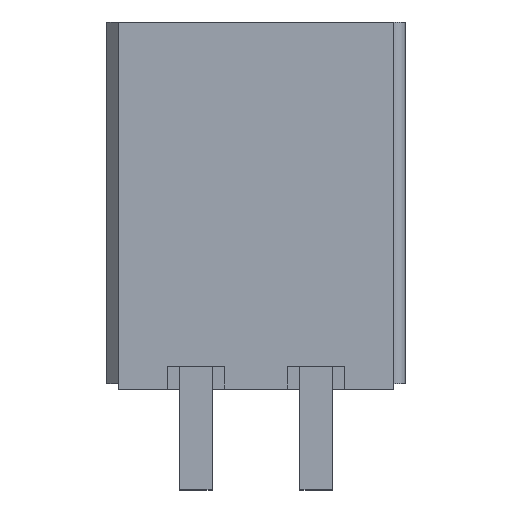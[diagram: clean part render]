
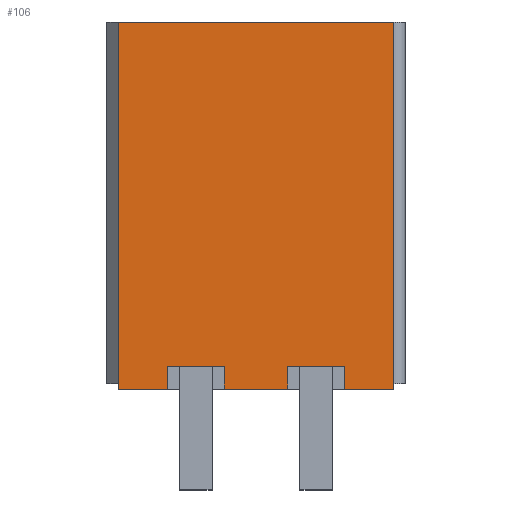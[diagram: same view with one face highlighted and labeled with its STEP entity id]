
A CAD part, top view. The second image highlights one B-rep face of the part: STEP entity #106.
In plain terms, the highlighted planar face has unit normal (0, 0, 1).
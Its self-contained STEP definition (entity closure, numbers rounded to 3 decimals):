
#106=ADVANCED_FACE('',(#298),#299,.T.);
#298=FACE_OUTER_BOUND('',#578,.T.);
#299=PLANE('',#579);
#578=EDGE_LOOP('',(#1203,#1204,#1205,#1206,#1207,#1208,#1209,#1210,#1211,#1212,#1213,#1214));
#579=AXIS2_PLACEMENT_3D('',#1215,#1216,#1217);
#1203=ORIENTED_EDGE('',*,*,#2048,.F.);
#1204=ORIENTED_EDGE('',*,*,#1990,.T.);
#1205=ORIENTED_EDGE('',*,*,#2049,.T.);
#1206=ORIENTED_EDGE('',*,*,#1940,.T.);
#1207=ORIENTED_EDGE('',*,*,#2050,.F.);
#1208=ORIENTED_EDGE('',*,*,#1985,.T.);
#1209=ORIENTED_EDGE('',*,*,#2015,.F.);
#1210=ORIENTED_EDGE('',*,*,#2018,.F.);
#1211=ORIENTED_EDGE('',*,*,#1857,.T.);
#1212=ORIENTED_EDGE('',*,*,#1992,.T.);
#1213=ORIENTED_EDGE('',*,*,#2051,.T.);
#1214=ORIENTED_EDGE('',*,*,#1973,.T.);
#1215=CARTESIAN_POINT('',(-4.8,12.8,4.8));
#1216=DIRECTION('',(0.0,0.0,1.0));
#1217=DIRECTION('',(1.0,0.0,0.0));
#1857=EDGE_CURVE('',#2235,#2233,#2236,.T.);
#1940=EDGE_CURVE('',#2381,#2384,#2386,.T.);
#1973=EDGE_CURVE('',#2442,#2445,#2447,.T.);
#1985=EDGE_CURVE('',#2464,#2466,#2468,.T.);
#1990=EDGE_CURVE('',#2476,#2474,#2477,.T.);
#1992=EDGE_CURVE('',#2233,#2479,#2480,.T.);
#2015=EDGE_CURVE('',#2505,#2466,#2507,.T.);
#2018=EDGE_CURVE('',#2235,#2505,#2510,.T.);
#2048=EDGE_CURVE('',#2476,#2445,#2564,.T.);
#2049=EDGE_CURVE('',#2474,#2381,#2565,.T.);
#2050=EDGE_CURVE('',#2464,#2384,#2566,.T.);
#2051=EDGE_CURVE('',#2479,#2442,#2567,.T.);
#2233=VERTEX_POINT('',#2813);
#2235=VERTEX_POINT('',#2816);
#2236=LINE('',#2817,#2818);
#2381=VERTEX_POINT('',#3041);
#2384=VERTEX_POINT('',#3046);
#2386=LINE('',#3049,#3050);
#2442=VERTEX_POINT('',#3135);
#2445=VERTEX_POINT('',#3140);
#2447=LINE('',#3143,#3144);
#2464=VERTEX_POINT('',#3170);
#2466=VERTEX_POINT('',#3173);
#2468=LINE('',#3176,#3177);
#2474=VERTEX_POINT('',#3186);
#2476=VERTEX_POINT('',#3189);
#2477=LINE('',#3190,#3191);
#2479=VERTEX_POINT('',#3194);
#2480=LINE('',#3195,#3196);
#2505=VERTEX_POINT('',#3242);
#2507=LINE('',#3245,#3246);
#2510=LINE('',#3250,#3251);
#2564=LINE('',#3334,#3335);
#2565=LINE('',#3336,#3337);
#2566=LINE('',#3338,#3339);
#2567=LINE('',#3340,#3341);
#2813=CARTESIAN_POINT('',(-4.8,0.0,4.8));
#2816=CARTESIAN_POINT('',(-4.8,12.8,4.8));
#2817=CARTESIAN_POINT('',(-4.8,12.8,4.8));
#2818=VECTOR('',#3725,12.8);
#3041=CARTESIAN_POINT('',(1.1,0.8,4.8));
#3046=CARTESIAN_POINT('',(3.1,0.8,4.8));
#3049=CARTESIAN_POINT('',(1.1,0.8,4.8));
#3050=VECTOR('',#3810,2.0);
#3135=CARTESIAN_POINT('',(-3.1,0.8,4.8));
#3140=CARTESIAN_POINT('',(-1.1,0.8,4.8));
#3143=CARTESIAN_POINT('',(-3.1,0.8,4.8));
#3144=VECTOR('',#3843,2.0);
#3170=CARTESIAN_POINT('',(3.1,0.0,4.8));
#3173=CARTESIAN_POINT('',(4.8,0.0,4.8));
#3176=CARTESIAN_POINT('',(3.1,0.0,4.8));
#3177=VECTOR('',#3855,1.7);
#3186=CARTESIAN_POINT('',(1.1,0.0,4.8));
#3189=CARTESIAN_POINT('',(-1.1,0.0,4.8));
#3190=CARTESIAN_POINT('',(-1.1,0.0,4.8));
#3191=VECTOR('',#3860,2.2);
#3194=CARTESIAN_POINT('',(-3.1,0.0,4.8));
#3195=CARTESIAN_POINT('',(-4.8,0.0,4.8));
#3196=VECTOR('',#3862,1.7);
#3242=CARTESIAN_POINT('',(4.8,12.8,4.8));
#3245=CARTESIAN_POINT('',(4.8,12.8,4.8));
#3246=VECTOR('',#3885,12.8);
#3250=CARTESIAN_POINT('',(-4.8,12.8,4.8));
#3251=VECTOR('',#3890,9.6);
#3334=CARTESIAN_POINT('',(-1.1,0.0,4.8));
#3335=VECTOR('',#3920,0.8);
#3336=CARTESIAN_POINT('',(1.1,0.0,4.8));
#3337=VECTOR('',#3921,0.8);
#3338=CARTESIAN_POINT('',(3.1,0.0,4.8));
#3339=VECTOR('',#3922,0.8);
#3340=CARTESIAN_POINT('',(-3.1,0.0,4.8));
#3341=VECTOR('',#3923,0.8);
#3725=DIRECTION('',(0.0,-1.0,0.0));
#3810=DIRECTION('',(1.0,0.0,0.0));
#3843=DIRECTION('',(1.0,0.0,0.0));
#3855=DIRECTION('',(1.0,0.0,0.0));
#3860=DIRECTION('',(1.0,0.0,0.0));
#3862=DIRECTION('',(1.0,0.0,0.0));
#3885=DIRECTION('',(0.0,-1.0,0.0));
#3890=DIRECTION('',(1.0,0.0,0.0));
#3920=DIRECTION('',(0.0,1.0,0.0));
#3921=DIRECTION('',(0.0,1.0,0.0));
#3922=DIRECTION('',(0.0,1.0,0.0));
#3923=DIRECTION('',(0.0,1.0,0.0));
